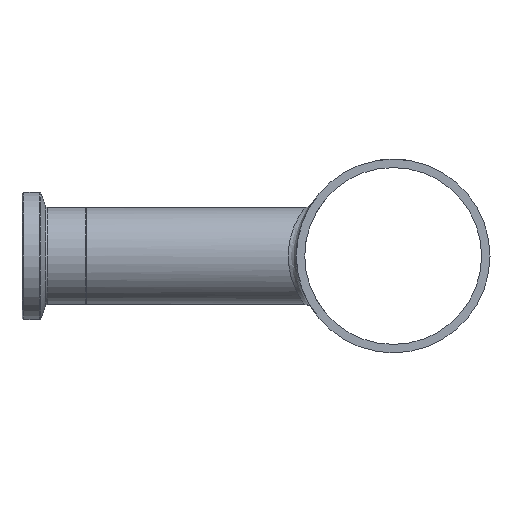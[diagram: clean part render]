
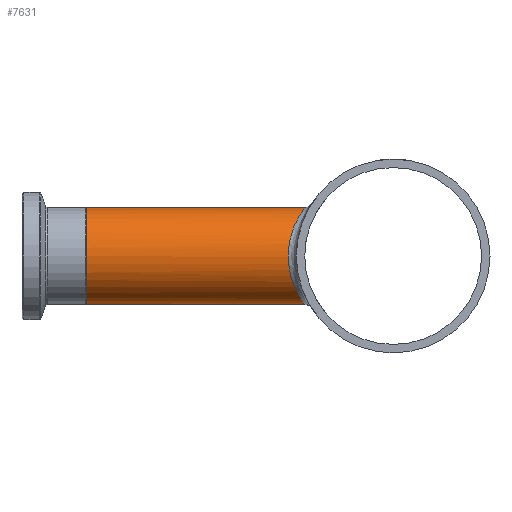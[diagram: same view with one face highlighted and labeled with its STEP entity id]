
A CAD part, left-side view. The second image highlights one B-rep face of the part: STEP entity #7631.
In plain terms, the highlighted cylindrical face has radius 9.525 mm (diameter 19.05 mm), a full revolution.
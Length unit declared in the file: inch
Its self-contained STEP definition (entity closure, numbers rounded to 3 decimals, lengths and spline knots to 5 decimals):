
#147=FACE_BOUND('',#1403,.T.);
#942=FACE_OUTER_BOUND('',#1402,.T.);
#1402=EDGE_LOOP('',(#7076));
#1403=EDGE_LOOP('',(#7077));
#2659=CIRCLE('',#8105,0.375);
#3017=B_SPLINE_CURVE_WITH_KNOTS('',3,(#16359,#16360,#16361,#16362,#16363,
#16364,#16365,#16366,#16367,#16368,#16369,#16370,#16371,#16372,#16373,#16374,
#16375,#16376),.UNSPECIFIED.,.T.,.F.,(4,1,1,1,1,1,1,1,1,1,1,1,1,1,1,4),
(0.,0.41844,0.83687,1.25531,1.67375,
2.09218,2.51062,2.78958,3.06853,3.34749,
3.62645,4.18437,4.6028,5.02124,5.43968,
5.85811),.UNSPECIFIED.);
#3751=VERTEX_POINT('',#16265);
#3752=VERTEX_POINT('',#16357);
#4867=EDGE_CURVE('',#3751,#3751,#2659,.T.);
#4869=EDGE_CURVE('',#3752,#3752,#3017,.T.);
#7076=ORIENTED_EDGE('',*,*,#4867,.T.);
#7077=ORIENTED_EDGE('',*,*,#4869,.F.);
#7159=CYLINDRICAL_SURFACE('',#8107,0.375);
#7631=ADVANCED_FACE('',(#942,#147),#7159,.T.);
#8105=AXIS2_PLACEMENT_3D('',#16266,#9587,#9588);
#8107=AXIS2_PLACEMENT_3D('',#16377,#9591,#9592);
#9587=DIRECTION('center_axis',(0.,-1.,0.));
#9588=DIRECTION('ref_axis',(1.,0.,0.));
#9591=DIRECTION('center_axis',(0.,-1.,0.));
#9592=DIRECTION('ref_axis',(1.,0.,0.));
#16265=CARTESIAN_POINT('',(-0.375,2.375,0.));
#16266=CARTESIAN_POINT('Origin',(0.,2.375,0.));
#16357=CARTESIAN_POINT('',(0.,0.68465,0.375));
#16359=CARTESIAN_POINT('Ctrl Pts',(0.,0.68455,
0.37506));
#16360=CARTESIAN_POINT('Ctrl Pts',(-0.05706,0.68455,
0.37506));
#16361=CARTESIAN_POINT('Ctrl Pts',(-0.17116,0.70616,
0.34776));
#16362=CARTESIAN_POINT('Ctrl Pts',(-0.30121,0.76734,
0.24298));
#16363=CARTESIAN_POINT('Ctrl Pts',(-0.37813,0.81426,0.08905));
#16364=CARTESIAN_POINT('Ctrl Pts',(-0.37804,0.81436,
-0.08909));
#16365=CARTESIAN_POINT('Ctrl Pts',(-0.30142,0.76722,
-0.24294));
#16366=CARTESIAN_POINT('Ctrl Pts',(-0.18523,0.71315,
-0.33606));
#16367=CARTESIAN_POINT('Ctrl Pts',(-0.05825,0.68365,
-0.3764));
#16368=CARTESIAN_POINT('Ctrl Pts',(0.05825,0.68363,
-0.37647));
#16369=CARTESIAN_POINT('Ctrl Pts',(0.16713,0.70886,
-0.34174));
#16370=CARTESIAN_POINT('Ctrl Pts',(0.28888,0.75915,-0.25837));
#16371=CARTESIAN_POINT('Ctrl Pts',(0.37794,0.8145,
-0.10903));
#16372=CARTESIAN_POINT('Ctrl Pts',(0.3782,0.81424,
0.08914));
#16373=CARTESIAN_POINT('Ctrl Pts',(0.30114,0.76734,
0.24288));
#16374=CARTESIAN_POINT('Ctrl Pts',(0.17119,0.70616,0.34779));
#16375=CARTESIAN_POINT('Ctrl Pts',(0.05706,0.68455,
0.37507));
#16376=CARTESIAN_POINT('Ctrl Pts',(0.,0.68455,
0.37506));
#16377=CARTESIAN_POINT('Origin',(0.,2.375,0.));
